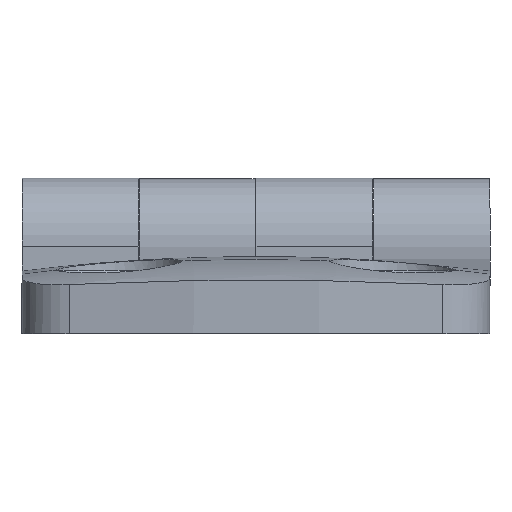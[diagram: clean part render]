
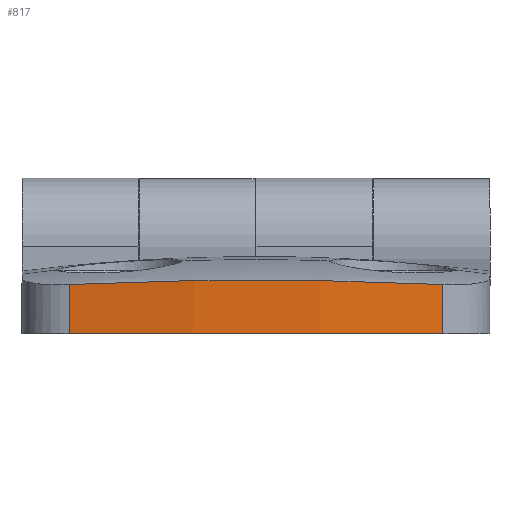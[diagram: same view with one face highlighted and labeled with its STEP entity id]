
A CAD part, front view. The second image highlights one B-rep face of the part: STEP entity #817.
In plain terms, the highlighted cylindrical face has radius 100 mm (diameter 200 mm), a partial arc.
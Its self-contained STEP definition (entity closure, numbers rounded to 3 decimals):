
#817=ADVANCED_FACE('',(#1012),#1013,.T.);
#1012=FACE_OUTER_BOUND('',#1271,.T.);
#1013=CYLINDRICAL_SURFACE('',#1272,100.0);
#1271=EDGE_LOOP('',(#1978,#1979,#1980,#1981));
#1272=AXIS2_PLACEMENT_3D('',#1982,#1983,#1984);
#1978=ORIENTED_EDGE('',*,*,#2432,.T.);
#1979=ORIENTED_EDGE('',*,*,#2433,.F.);
#1980=ORIENTED_EDGE('',*,*,#2422,.T.);
#1981=ORIENTED_EDGE('',*,*,#2434,.T.);
#1982=CARTESIAN_POINT('',(-70.5,0.,20.54));
#1983=DIRECTION('',(0.0,0.0,1.0));
#1984=DIRECTION('',(1.0,0.0,0.0));
#2422=EDGE_CURVE('',#2838,#2836,#2839,.T.);
#2432=EDGE_CURVE('',#2855,#2856,#2857,.T.);
#2433=EDGE_CURVE('',#2838,#2856,#2858,.F.);
#2434=EDGE_CURVE('',#2836,#2855,#2859,.F.);
#2836=VERTEX_POINT('',#3735);
#2838=VERTEX_POINT('',#3754);
#2839=B_SPLINE_CURVE_WITH_KNOTS('',3,(#3755,#3756,#3757,#3758,#3759,#3760,#3761,#3762,#3763,#3764,#3765,#3766),.UNSPECIFIED.,.F.,.F.,(4,2,2,2,2,4),(0.0,0.01,0.019,0.024,0.029,0.038),.UNSPECIFIED.);
#2855=VERTEX_POINT('',#3807);
#2856=VERTEX_POINT('',#3808);
#2857=CIRCLE('',#3809,100.0);
#2858=LINE('',#3810,#3811);
#2859=LINE('',#3812,#3813);
#3735=CARTESIAN_POINT('',(27.649,-19.149,-3.903));
#3754=CARTESIAN_POINT('',(27.649,19.149,-3.903));
#3755=CARTESIAN_POINT('',(27.649,19.149,-3.903));
#3756=CARTESIAN_POINT('',(28.267,15.983,-3.743));
#3757=CARTESIAN_POINT('',(28.728,12.808,-3.632));
#3758=CARTESIAN_POINT('',(29.344,6.441,-3.486));
#3759=CARTESIAN_POINT('',(29.499,3.248,-3.45));
#3760=CARTESIAN_POINT('',(29.501,-1.555,-3.45));
#3761=CARTESIAN_POINT('',(29.463,-3.158,-3.458));
#3762=CARTESIAN_POINT('',(29.31,-6.368,-3.494));
#3763=CARTESIAN_POINT('',(29.194,-7.979,-3.521));
#3764=CARTESIAN_POINT('',(28.73,-12.795,-3.631));
#3765=CARTESIAN_POINT('',(28.267,-15.984,-3.743));
#3766=CARTESIAN_POINT('',(27.649,-19.149,-3.903));
#3807=CARTESIAN_POINT('',(27.649,-19.149,-8.961));
#3808=CARTESIAN_POINT('',(27.649,19.149,-8.961));
#3809=AXIS2_PLACEMENT_3D('',#4373,#4374,#4375);
#3810=CARTESIAN_POINT('',(27.649,19.149,20.54));
#3811=VECTOR('',#4376,1.0);
#3812=CARTESIAN_POINT('',(27.649,-19.149,20.54));
#3813=VECTOR('',#4377,1.0);
#4373=CARTESIAN_POINT('',(-70.5,0.,-8.961));
#4374=DIRECTION('',(0.0,0.0,1.0));
#4375=DIRECTION('',(1.0,0.0,0.0));
#4376=DIRECTION('',(0.0,0.0,1.0));
#4377=DIRECTION('',(0.0,0.0,1.0));
